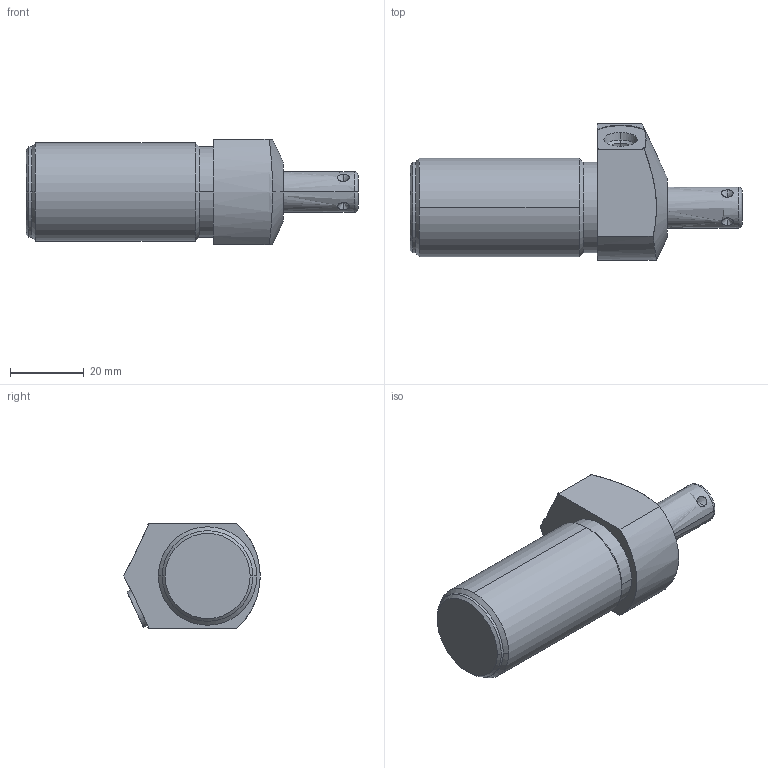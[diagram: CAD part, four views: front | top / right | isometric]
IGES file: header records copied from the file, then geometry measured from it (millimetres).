
Start section:  PTC IGES file: ilc15010503l.igs
Global section: file name: ilc15010503l.igs; native system: Creo Parametric by PTC Inc.; preprocessor: 2021164; author: rkuestersteffen; organization: Unknown; date: 20220120.130046; units: inch
Bounding box: 90.12 x 37.06 x 28.57 mm (x, y, z)
Surface area: 9506.6 mm2 (no closed solid volume)
Topology: 0 solids, 0 shells, 72 faces, 330 edges, 320 vertices
Faces by surface type: revolution 53, bspline 19
